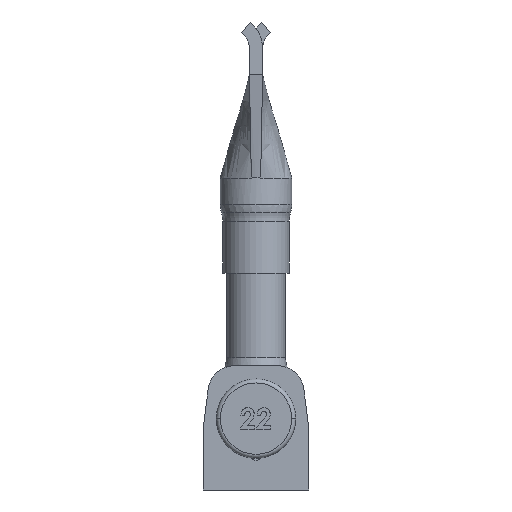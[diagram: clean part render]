
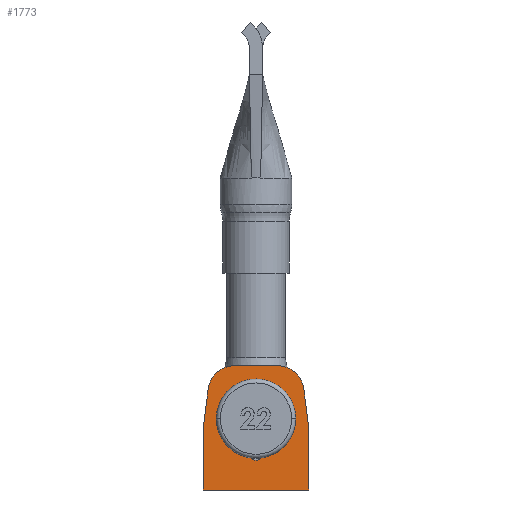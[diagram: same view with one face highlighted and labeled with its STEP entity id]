
A CAD part, front view. The second image highlights one B-rep face of the part: STEP entity #1773.
In plain terms, the highlighted planar face has unit normal (0, -1, 0).
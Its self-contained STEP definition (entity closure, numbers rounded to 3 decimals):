
#111 = VERTEX_POINT ( 'NONE', #4116 ) ;
#115 = CARTESIAN_POINT ( 'NONE',  ( -8.172, -4., 23.5 ) ) ;
#258 = DIRECTION ( 'NONE',  ( 0., 0., -1. ) ) ;
#409 = DIRECTION ( 'NONE',  ( 0., 0., -1. ) ) ;
#458 = DIRECTION ( 'NONE',  ( 0., 0., -1. ) ) ;
#570 = CARTESIAN_POINT ( 'NONE',  ( 0., -4., -9.3 ) ) ;
#629 = VERTEX_POINT ( 'NONE', #4008 ) ;
#1003 = LINE ( 'NONE', #5287, #4412 ) ;
#1112 = VECTOR ( 'NONE', #9567, 1000. ) ;
#1476 = DIRECTION ( 'NONE',  ( 0., -1., 0. ) ) ;
#1659 = LINE ( 'NONE', #6954, #13088 ) ;
#1773 = ADVANCED_FACE ( 'NONE', ( #13765, #4497 ), #19697, .T. ) ;
#1875 = CIRCLE ( 'NONE', #4930, 10. ) ;
#2097 = AXIS2_PLACEMENT_3D ( 'NONE', #570, #3886, #17718 ) ;
#2183 = DIRECTION ( 'NONE',  ( 0., -1., 0. ) ) ;
#2632 = VERTEX_POINT ( 'NONE', #12490 ) ;
#2845 = LINE ( 'NONE', #4325, #9154 ) ;
#3047 = CARTESIAN_POINT ( 'NONE',  ( 20., -4., -1.123 ) ) ;
#3386 = CARTESIAN_POINT ( 'NONE',  ( -17., -4., 23.5 ) ) ;
#3422 = CARTESIAN_POINT ( 'NONE',  ( -2.9, -4., -6.07 ) ) ;
#3487 = DIRECTION ( 'NONE',  ( 0., 0., -1. ) ) ;
#3500 = AXIS2_PLACEMENT_3D ( 'NONE', #14052, #12390, #12465 ) ;
#3886 = DIRECTION ( 'NONE',  ( 0., 1., 0. ) ) ;
#3963 = DIRECTION ( 'NONE',  ( 0.124, 0., -0.992 ) ) ;
#4008 = CARTESIAN_POINT ( 'NONE',  ( -18.095, -4., 14.74 ) ) ;
#4065 = CIRCLE ( 'NONE', #14912, 2.9 ) ;
#4116 = CARTESIAN_POINT ( 'NONE',  ( -20., -4., -1.123 ) ) ;
#4172 = ORIENTED_EDGE ( 'NONE', *, *, #4892, .T. ) ;
#4216 = DIRECTION ( 'NONE',  ( 0., 0., -1. ) ) ;
#4285 = DIRECTION ( 'NONE',  ( 0., -1., 0. ) ) ;
#4325 = CARTESIAN_POINT ( 'NONE',  ( -20., -4., -0.5 ) ) ;
#4412 = VECTOR ( 'NONE', #458, 1000. ) ;
#4431 = EDGE_CURVE ( 'NONE', #13402, #2632, #1659, .T. ) ;
#4497 = FACE_BOUND ( 'NONE', #4699, .T. ) ;
#4600 = DIRECTION ( 'NONE',  ( 0., 0., 1. ) ) ;
#4659 = AXIS2_PLACEMENT_3D ( 'NONE', #16462, #1476, #12342 ) ;
#4699 = EDGE_LOOP ( 'NONE', ( #16557, #4910, #6149, #4172, #15801 ) ) ;
#4709 = EDGE_CURVE ( 'NONE', #13402, #5430, #15488, .T. ) ;
#4721 = AXIS2_PLACEMENT_3D ( 'NONE', #12840, #2183, #3487 ) ;
#4892 = EDGE_CURVE ( 'NONE', #15579, #14632, #4065, .T. ) ;
#4910 = ORIENTED_EDGE ( 'NONE', *, *, #7144, .T. ) ;
#4930 = AXIS2_PLACEMENT_3D ( 'NONE', #15990, #19137, #11454 ) ;
#4938 = CARTESIAN_POINT ( 'NONE',  ( 17., -4., 23.5 ) ) ;
#4967 = DIRECTION ( 'NONE',  ( 0., 0., -1. ) ) ;
#5137 = LINE ( 'NONE', #3422, #17022 ) ;
#5156 = EDGE_CURVE ( 'NONE', #11912, #629, #6992, .T. ) ;
#5282 = EDGE_CURVE ( 'NONE', #5663, #2632, #1875, .T. ) ;
#5287 = CARTESIAN_POINT ( 'NONE',  ( 20., -4., -23.5 ) ) ;
#5430 = VERTEX_POINT ( 'NONE', #16383 ) ;
#5663 = VERTEX_POINT ( 'NONE', #3047 ) ;
#5784 = ORIENTED_EDGE ( 'NONE', *, *, #6451, .F. ) ;
#6149 = ORIENTED_EDGE ( 'NONE', *, *, #17674, .T. ) ;
#6451 = EDGE_CURVE ( 'NONE', #5663, #11000, #1003, .T. ) ;
#6552 = VECTOR ( 'NONE', #14223, 1000. ) ;
#6628 = ORIENTED_EDGE ( 'NONE', *, *, #19078, .F. ) ;
#6954 = CARTESIAN_POINT ( 'NONE',  ( 20., -4., -0.5 ) ) ;
#6992 = CIRCLE ( 'NONE', #4659, 10. ) ;
#7064 = CIRCLE ( 'NONE', #2097, 2.9 ) ;
#7144 = EDGE_CURVE ( 'NONE', #10545, #12611, #11679, .T. ) ;
#7262 = EDGE_CURVE ( 'NONE', #11912, #5430, #13871, .T. ) ;
#7402 = ORIENTED_EDGE ( 'NONE', *, *, #7262, .F. ) ;
#7968 = CARTESIAN_POINT ( 'NONE',  ( 8.172, -4., 13.5 ) ) ;
#8151 = CARTESIAN_POINT ( 'NONE',  ( -2.9, -4., -6.07 ) ) ;
#8656 = ORIENTED_EDGE ( 'NONE', *, *, #5156, .T. ) ;
#9001 = VERTEX_POINT ( 'NONE', #15437 ) ;
#9084 = CARTESIAN_POINT ( 'NONE',  ( 20., -4., -23.5 ) ) ;
#9109 = CARTESIAN_POINT ( 'NONE',  ( 0., -4., -12.2 ) ) ;
#9118 = EDGE_CURVE ( 'NONE', #9001, #10545, #5137, .T. ) ;
#9154 = VECTOR ( 'NONE', #4600, 1000. ) ;
#9397 = CARTESIAN_POINT ( 'NONE',  ( -20., -4., -23.5 ) ) ;
#9567 = DIRECTION ( 'NONE',  ( 0.124, 0., 0.992 ) ) ;
#9709 = ORIENTED_EDGE ( 'NONE', *, *, #4709, .T. ) ;
#9729 = DIRECTION ( 'NONE',  ( 0., 0., 1. ) ) ;
#10170 = LINE ( 'NONE', #9397, #6552 ) ;
#10545 = VERTEX_POINT ( 'NONE', #8151 ) ;
#10772 = ORIENTED_EDGE ( 'NONE', *, *, #15640, .F. ) ;
#11000 = VERTEX_POINT ( 'NONE', #9084 ) ;
#11454 = DIRECTION ( 'NONE',  ( 0., 0., -1. ) ) ;
#11679 = CIRCLE ( 'NONE', #3500, 10. ) ;
#11912 = VERTEX_POINT ( 'NONE', #115 ) ;
#11958 = CARTESIAN_POINT ( 'NONE',  ( 0., -4., 0. ) ) ;
#12342 = DIRECTION ( 'NONE',  ( 0., 0., -1. ) ) ;
#12390 = DIRECTION ( 'NONE',  ( 0., 1., 0. ) ) ;
#12465 = DIRECTION ( 'NONE',  ( 0., 0., 1. ) ) ;
#12490 = CARTESIAN_POINT ( 'NONE',  ( 19.923, -4., 0.118 ) ) ;
#12611 = VERTEX_POINT ( 'NONE', #16099 ) ;
#12819 = CARTESIAN_POINT ( 'NONE',  ( 2.9, -4., -9.3 ) ) ;
#12840 = CARTESIAN_POINT ( 'NONE',  ( -10., -4., -1.123 ) ) ;
#13088 = VECTOR ( 'NONE', #3963, 1000. ) ;
#13402 = VERTEX_POINT ( 'NONE', #16097 ) ;
#13415 = EDGE_CURVE ( 'NONE', #14632, #9001, #7064, .T. ) ;
#13765 = FACE_OUTER_BOUND ( 'NONE', #16603, .T. ) ;
#13871 = LINE ( 'NONE', #4938, #14840 ) ;
#14052 = CARTESIAN_POINT ( 'NONE',  ( 0., -4., 3.5 ) ) ;
#14223 = DIRECTION ( 'NONE',  ( -1., 0., 0. ) ) ;
#14282 = LINE ( 'NONE', #12819, #15018 ) ;
#14345 = CARTESIAN_POINT ( 'NONE',  ( -19.923, -4., 0.118 ) ) ;
#14417 = CARTESIAN_POINT ( 'NONE',  ( -20., -4., -23.5 ) ) ;
#14632 = VERTEX_POINT ( 'NONE', #9109 ) ;
#14840 = VECTOR ( 'NONE', #15715, 1000. ) ;
#14842 = ORIENTED_EDGE ( 'NONE', *, *, #18861, .F. ) ;
#14912 = AXIS2_PLACEMENT_3D ( 'NONE', #19148, #19019, #409 ) ;
#15018 = VECTOR ( 'NONE', #258, 1000. ) ;
#15036 = CIRCLE ( 'NONE', #4721, 10. ) ;
#15437 = CARTESIAN_POINT ( 'NONE',  ( -2.9, -4., -9.3 ) ) ;
#15488 = CIRCLE ( 'NONE', #19723, 10. ) ;
#15579 = VERTEX_POINT ( 'NONE', #16236 ) ;
#15630 = ORIENTED_EDGE ( 'NONE', *, *, #15840, .T. ) ;
#15640 = EDGE_CURVE ( 'NONE', #11000, #16483, #10170, .T. ) ;
#15715 = DIRECTION ( 'NONE',  ( 1., 0., 0. ) ) ;
#15801 = ORIENTED_EDGE ( 'NONE', *, *, #13415, .T. ) ;
#15840 = EDGE_CURVE ( 'NONE', #15893, #111, #15036, .T. ) ;
#15893 = VERTEX_POINT ( 'NONE', #14345 ) ;
#15990 = CARTESIAN_POINT ( 'NONE',  ( 10., -4., -1.123 ) ) ;
#16097 = CARTESIAN_POINT ( 'NONE',  ( 18.095, -4., 14.74 ) ) ;
#16099 = CARTESIAN_POINT ( 'NONE',  ( 2.9, -4., -6.07 ) ) ;
#16236 = CARTESIAN_POINT ( 'NONE',  ( 2.9, -4., -9.3 ) ) ;
#16383 = CARTESIAN_POINT ( 'NONE',  ( 8.172, -4., 23.5 ) ) ;
#16462 = CARTESIAN_POINT ( 'NONE',  ( -8.172, -4., 13.5 ) ) ;
#16483 = VERTEX_POINT ( 'NONE', #14417 ) ;
#16557 = ORIENTED_EDGE ( 'NONE', *, *, #9118, .T. ) ;
#16603 = EDGE_LOOP ( 'NONE', ( #6628, #15630, #14842, #10772, #5784, #18174, #19999, #9709, #7402, #8656 ) ) ;
#17022 = VECTOR ( 'NONE', #9729, 1000. ) ;
#17090 = AXIS2_PLACEMENT_3D ( 'NONE', #11958, #4285, #4216 ) ;
#17674 = EDGE_CURVE ( 'NONE', #12611, #15579, #14282, .T. ) ;
#17718 = DIRECTION ( 'NONE',  ( 0., 0., -1. ) ) ;
#18174 = ORIENTED_EDGE ( 'NONE', *, *, #5282, .T. ) ;
#18610 = DIRECTION ( 'NONE',  ( 0., -1., 0. ) ) ;
#18861 = EDGE_CURVE ( 'NONE', #16483, #111, #2845, .T. ) ;
#19019 = DIRECTION ( 'NONE',  ( 0., 1., 0. ) ) ;
#19078 = EDGE_CURVE ( 'NONE', #15893, #629, #20088, .T. ) ;
#19137 = DIRECTION ( 'NONE',  ( 0., -1., 0. ) ) ;
#19148 = CARTESIAN_POINT ( 'NONE',  ( 0., -4., -9.3 ) ) ;
#19697 = PLANE ( 'NONE',  #17090 ) ;
#19723 = AXIS2_PLACEMENT_3D ( 'NONE', #7968, #18610, #4967 ) ;
#19999 = ORIENTED_EDGE ( 'NONE', *, *, #4431, .F. ) ;
#20088 = LINE ( 'NONE', #3386, #1112 ) ;
